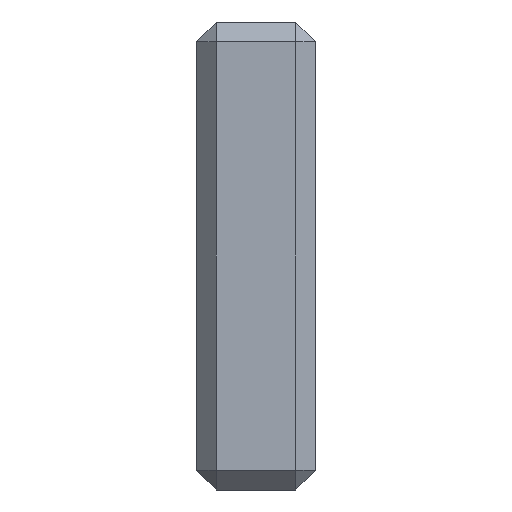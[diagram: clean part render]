
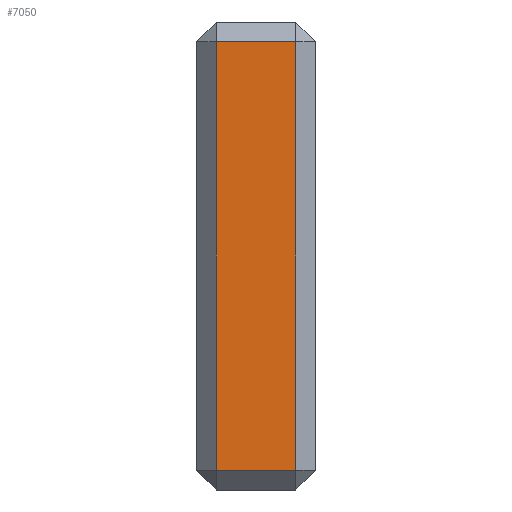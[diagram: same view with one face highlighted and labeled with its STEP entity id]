
A CAD part, left-side view. The second image highlights one B-rep face of the part: STEP entity #7050.
In plain terms, the highlighted planar face has unit normal (-1, 0, 0).
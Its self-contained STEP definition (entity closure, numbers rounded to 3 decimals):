
#44 = PLANE('',#45);
#45 = AXIS2_PLACEMENT_3D('',#46,#47,#48);
#46 = CARTESIAN_POINT('',(0.35,5.75,0.1));
#47 = DIRECTION('',(-0.707,0.707,0.));
#48 = DIRECTION('',(-0.,-0.,-1.));
#2563 = VERTEX_POINT('',#2564);
#2564 = CARTESIAN_POINT('',(0.1,5.5,11.4));
#2590 = EDGE_CURVE('',#2591,#2563,#2593,.T.);
#2591 = VERTEX_POINT('',#2592);
#2592 = CARTESIAN_POINT('',(0.1,5.5,0.6));
#2593 = SURFACE_CURVE('',#2594,(#2598,#2605),.PCURVE_S1.);
#2594 = LINE('',#2595,#2596);
#2595 = CARTESIAN_POINT('',(0.1,5.5,0.1));
#2596 = VECTOR('',#2597,1.);
#2597 = DIRECTION('',(0.,0.,1.));
#2598 = PCURVE('',#44,#2599);
#2599 = DEFINITIONAL_REPRESENTATION('',(#2600),#2604);
#2600 = LINE('',#2601,#2602);
#2601 = CARTESIAN_POINT('',(-0.,0.354));
#2602 = VECTOR('',#2603,1.);
#2603 = DIRECTION('',(-1.,0.));
#2604 = ( GEOMETRIC_REPRESENTATION_CONTEXT(2) 
PARAMETRIC_REPRESENTATION_CONTEXT() REPRESENTATION_CONTEXT('2D SPACE',''
  ) );
#2605 = PCURVE('',#2606,#2611);
#2606 = PLANE('',#2607);
#2607 = AXIS2_PLACEMENT_3D('',#2608,#2609,#2610);
#2608 = CARTESIAN_POINT('',(0.1,3.,0.1));
#2609 = DIRECTION('',(-1.,0.,0.));
#2610 = DIRECTION('',(0.,1.,0.));
#2611 = DEFINITIONAL_REPRESENTATION('',(#2612),#2616);
#2612 = LINE('',#2613,#2614);
#2613 = CARTESIAN_POINT('',(2.5,0.));
#2614 = VECTOR('',#2615,1.);
#2615 = DIRECTION('',(0.,-1.));
#2616 = ( GEOMETRIC_REPRESENTATION_CONTEXT(2) 
PARAMETRIC_REPRESENTATION_CONTEXT() REPRESENTATION_CONTEXT('2D SPACE',''
  ) );
#7007 = PLANE('',#7008);
#7008 = AXIS2_PLACEMENT_3D('',#7009,#7010,#7011);
#7009 = CARTESIAN_POINT('',(0.35,3.,0.35));
#7010 = DIRECTION('',(0.707,0.,0.707));
#7011 = DIRECTION('',(-0.,-1.,-0.));
#7038 = PLANE('',#7039);
#7039 = AXIS2_PLACEMENT_3D('',#7040,#7041,#7042);
#7040 = CARTESIAN_POINT('',(0.35,3.,11.65));
#7041 = DIRECTION('',(-0.707,0.,0.707));
#7042 = DIRECTION('',(-0.,-1.,-0.));
#7050 = ADVANCED_FACE('',(#7051),#2606,.T.);
#7051 = FACE_BOUND('',#7052,.T.);
#7052 = EDGE_LOOP('',(#7053,#7054,#7077,#7105));
#7053 = ORIENTED_EDGE('',*,*,#2590,.F.);
#7054 = ORIENTED_EDGE('',*,*,#7055,.F.);
#7055 = EDGE_CURVE('',#7056,#2591,#7058,.T.);
#7056 = VERTEX_POINT('',#7057);
#7057 = CARTESIAN_POINT('',(0.1,3.5,0.6));
#7058 = SURFACE_CURVE('',#7059,(#7063,#7070),.PCURVE_S1.);
#7059 = LINE('',#7060,#7061);
#7060 = CARTESIAN_POINT('',(0.1,3.,0.6));
#7061 = VECTOR('',#7062,1.);
#7062 = DIRECTION('',(0.,1.,0.));
#7063 = PCURVE('',#2606,#7064);
#7064 = DEFINITIONAL_REPRESENTATION('',(#7065),#7069);
#7065 = LINE('',#7066,#7067);
#7066 = CARTESIAN_POINT('',(0.,-0.5));
#7067 = VECTOR('',#7068,1.);
#7068 = DIRECTION('',(1.,0.));
#7069 = ( GEOMETRIC_REPRESENTATION_CONTEXT(2) 
PARAMETRIC_REPRESENTATION_CONTEXT() REPRESENTATION_CONTEXT('2D SPACE',''
  ) );
#7070 = PCURVE('',#7007,#7071);
#7071 = DEFINITIONAL_REPRESENTATION('',(#7072),#7076);
#7072 = LINE('',#7073,#7074);
#7073 = CARTESIAN_POINT('',(-0.,-0.354));
#7074 = VECTOR('',#7075,1.);
#7075 = DIRECTION('',(-1.,0.));
#7076 = ( GEOMETRIC_REPRESENTATION_CONTEXT(2) 
PARAMETRIC_REPRESENTATION_CONTEXT() REPRESENTATION_CONTEXT('2D SPACE',''
  ) );
#7077 = ORIENTED_EDGE('',*,*,#7078,.T.);
#7078 = EDGE_CURVE('',#7056,#7079,#7081,.T.);
#7079 = VERTEX_POINT('',#7080);
#7080 = CARTESIAN_POINT('',(0.1,3.5,11.4));
#7081 = SURFACE_CURVE('',#7082,(#7086,#7093),.PCURVE_S1.);
#7082 = LINE('',#7083,#7084);
#7083 = CARTESIAN_POINT('',(0.1,3.5,0.1));
#7084 = VECTOR('',#7085,1.);
#7085 = DIRECTION('',(0.,0.,1.));
#7086 = PCURVE('',#2606,#7087);
#7087 = DEFINITIONAL_REPRESENTATION('',(#7088),#7092);
#7088 = LINE('',#7089,#7090);
#7089 = CARTESIAN_POINT('',(0.5,0.));
#7090 = VECTOR('',#7091,1.);
#7091 = DIRECTION('',(0.,-1.));
#7092 = ( GEOMETRIC_REPRESENTATION_CONTEXT(2) 
PARAMETRIC_REPRESENTATION_CONTEXT() REPRESENTATION_CONTEXT('2D SPACE',''
  ) );
#7093 = PCURVE('',#7094,#7099);
#7094 = PLANE('',#7095);
#7095 = AXIS2_PLACEMENT_3D('',#7096,#7097,#7098);
#7096 = CARTESIAN_POINT('',(0.35,3.25,0.1));
#7097 = DIRECTION('',(0.707,0.707,0.));
#7098 = DIRECTION('',(-0.,-0.,-1.));
#7099 = DEFINITIONAL_REPRESENTATION('',(#7100),#7104);
#7100 = LINE('',#7101,#7102);
#7101 = CARTESIAN_POINT('',(-0.,0.354));
#7102 = VECTOR('',#7103,1.);
#7103 = DIRECTION('',(-1.,0.));
#7104 = ( GEOMETRIC_REPRESENTATION_CONTEXT(2) 
PARAMETRIC_REPRESENTATION_CONTEXT() REPRESENTATION_CONTEXT('2D SPACE',''
  ) );
#7105 = ORIENTED_EDGE('',*,*,#7106,.T.);
#7106 = EDGE_CURVE('',#7079,#2563,#7107,.T.);
#7107 = SURFACE_CURVE('',#7108,(#7112,#7119),.PCURVE_S1.);
#7108 = LINE('',#7109,#7110);
#7109 = CARTESIAN_POINT('',(0.1,3.,11.4));
#7110 = VECTOR('',#7111,1.);
#7111 = DIRECTION('',(0.,1.,0.));
#7112 = PCURVE('',#2606,#7113);
#7113 = DEFINITIONAL_REPRESENTATION('',(#7114),#7118);
#7114 = LINE('',#7115,#7116);
#7115 = CARTESIAN_POINT('',(0.,-11.3));
#7116 = VECTOR('',#7117,1.);
#7117 = DIRECTION('',(1.,0.));
#7118 = ( GEOMETRIC_REPRESENTATION_CONTEXT(2) 
PARAMETRIC_REPRESENTATION_CONTEXT() REPRESENTATION_CONTEXT('2D SPACE',''
  ) );
#7119 = PCURVE('',#7038,#7120);
#7120 = DEFINITIONAL_REPRESENTATION('',(#7121),#7125);
#7121 = LINE('',#7122,#7123);
#7122 = CARTESIAN_POINT('',(-0.,-0.354));
#7123 = VECTOR('',#7124,1.);
#7124 = DIRECTION('',(-1.,0.));
#7125 = ( GEOMETRIC_REPRESENTATION_CONTEXT(2) 
PARAMETRIC_REPRESENTATION_CONTEXT() REPRESENTATION_CONTEXT('2D SPACE',''
  ) );
